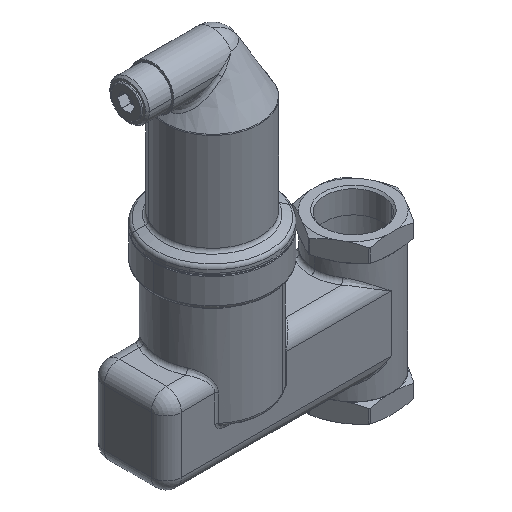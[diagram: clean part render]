
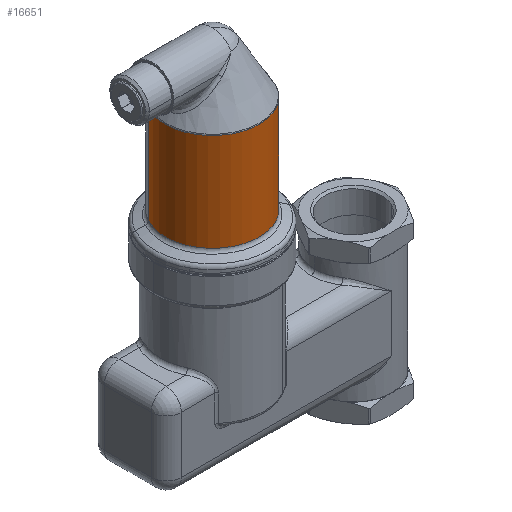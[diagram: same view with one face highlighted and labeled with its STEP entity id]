
A CAD part, isometric view. The second image highlights one B-rep face of the part: STEP entity #16651.
In plain terms, the highlighted cylindrical face has radius 25 mm (diameter 50 mm), a partial arc.
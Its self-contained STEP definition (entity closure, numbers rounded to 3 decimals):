
#16537=AXIS2_PLACEMENT_3D('Circle Axis2P3D',#16535,#16536,$) ;
#16612=AXIS2_PLACEMENT_3D('Cylinder Axis2P3D',#16609,#16610,#16611) ;
#16642=AXIS2_PLACEMENT_3D('Circle Axis2P3D',#16640,#16641,$) ;
#16513=CARTESIAN_POINT('Vertex',(11.986,21.94,20.)) ;
#16520=CARTESIAN_POINT('Vertex',(-11.986,-21.94,20.)) ;
#16535=CARTESIAN_POINT('Axis2P3D Location',(0.,0.,20.)) ;
#16609=CARTESIAN_POINT('Axis2P3D Location',(0.,0.,52.)) ;
#16614=CARTESIAN_POINT('Line Origine',(11.986,21.94,45.965)) ;
#16618=CARTESIAN_POINT('Vertex',(11.986,21.94,71.931)) ;
#16625=CARTESIAN_POINT('Vertex',(-11.986,-21.94,71.931)) ;
#16628=CARTESIAN_POINT('Line Origine',(-11.986,-21.94,45.965)) ;
#16640=CARTESIAN_POINT('Axis2P3D Location',(0.,0.,71.931)) ;
#16536=DIRECTION('Axis2P3D Direction',(0.,0.,-1.)) ;
#16610=DIRECTION('Axis2P3D Direction',(0.,0.,-1.)) ;
#16611=DIRECTION('Axis2P3D XDirection',(0.479,0.878,0.)) ;
#16615=DIRECTION('Vector Direction',(0.,0.,-1.)) ;
#16629=DIRECTION('Vector Direction',(0.,0.,-1.)) ;
#16641=DIRECTION('Axis2P3D Direction',(0.,0.,-1.)) ;
#16616=VECTOR('Line Direction',#16615,1.) ;
#16630=VECTOR('Line Direction',#16629,1.) ;
#16646=ORIENTED_EDGE('',*,*,#16539,.F.) ;
#16647=ORIENTED_EDGE('',*,*,#16632,.T.) ;
#16648=ORIENTED_EDGE('',*,*,#16644,.T.) ;
#16649=ORIENTED_EDGE('',*,*,#16620,.F.) ;
#16651=ADVANCED_FACE('Hauptk\X2\00F6\X0\rper',(#16650),#16613,.T.) ;
#16538=CIRCLE('generated circle',#16537,25.) ;
#16643=CIRCLE('generated circle',#16642,25.) ;
#16613=CYLINDRICAL_SURFACE('generated cylinder',#16612,25.) ;
#16539=EDGE_CURVE('',#16521,#16514,#16538,.T.) ;
#16620=EDGE_CURVE('',#16514,#16619,#16617,.F.) ;
#16632=EDGE_CURVE('',#16521,#16626,#16631,.F.) ;
#16644=EDGE_CURVE('',#16626,#16619,#16643,.T.) ;
#16645=EDGE_LOOP('',(#16646,#16647,#16648,#16649)) ;
#16650=FACE_OUTER_BOUND('',#16645,.T.) ;
#16617=LINE('Line',#16614,#16616) ;
#16631=LINE('Line',#16628,#16630) ;
#16514=VERTEX_POINT('',#16513) ;
#16521=VERTEX_POINT('',#16520) ;
#16619=VERTEX_POINT('',#16618) ;
#16626=VERTEX_POINT('',#16625) ;
